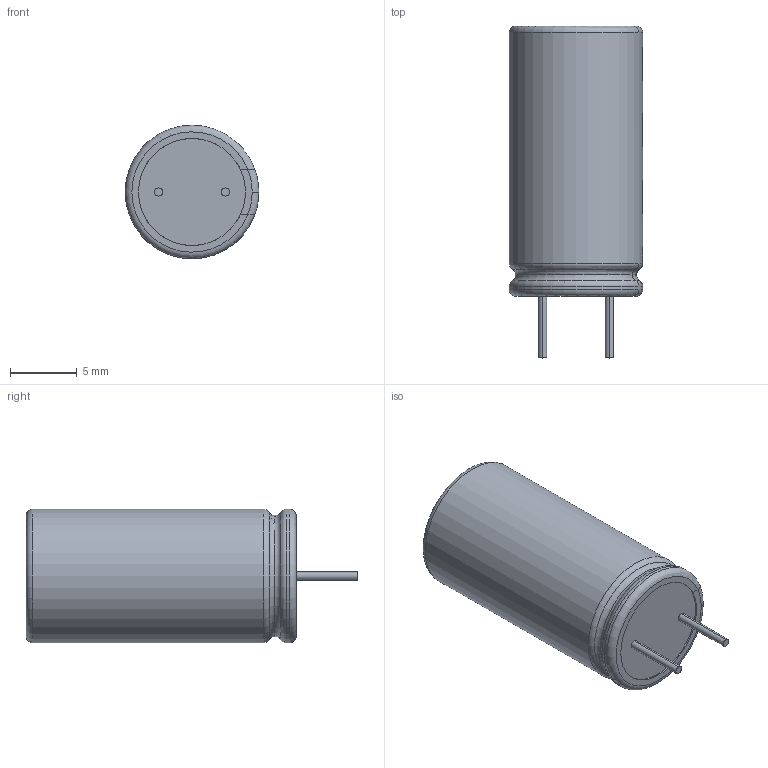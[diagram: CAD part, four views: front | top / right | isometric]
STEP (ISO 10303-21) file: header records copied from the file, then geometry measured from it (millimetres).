
FILE_DESCRIPTION (( 'STEP AP214' ), '1' );
FILE_NAME ('User Library-CAP_Electrolytic_10X20.STEP', '2017-03-26T03:33:45', ( 'Windows User' ), ( '' ), 'SwSTEP 2.0', 'SolidWorks 2017', '' );
FILE_SCHEMA (( 'AUTOMOTIVE_DESIGN' ));
Length unit declared in the file: millimetre
Products named in the file (1): User Library-CAP_Electrolytic_10X20
Bounding box: 10 x 24.82 x 10 mm (x, y, z)
Volume: 1563.7 mm3; surface area: 808.2 mm2
Topology: 1 solids, 1 shells, 70 faces, 175 edges, 109 vertices
Faces by surface type: torus 32, cylinder 30, plane 8
Entity records: 2492 total; most frequent: CARTESIAN_POINT 485, DIRECTION 392, ORIENTED_EDGE 350, EDGE_CURVE 175, AXIS2_PLACEMENT_3D 172, VERTEX_POINT 109, CIRCLE 101, EDGE_LOOP 72
